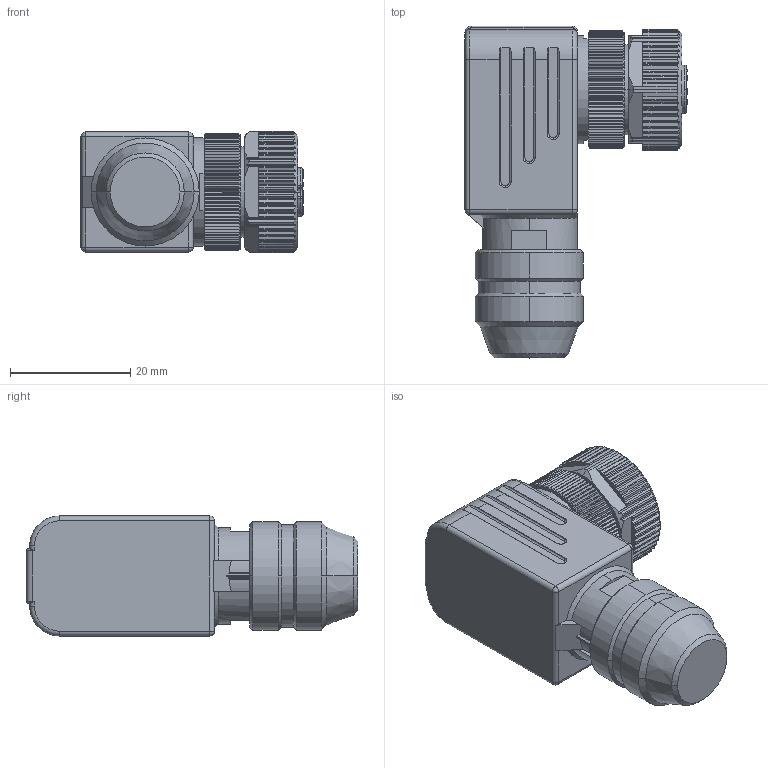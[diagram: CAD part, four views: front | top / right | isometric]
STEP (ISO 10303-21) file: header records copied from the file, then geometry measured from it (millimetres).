
FILE_DESCRIPTION(('SolidDesigner STEP Export'),'2;1');
FILE_NAME('1404413.stp','2012-09-27T12:03:17',(''),(''),'CoCreate Modeling STEP processor for AP214 (Solid Model)','CoCreate Modeling 16.00E 25-Sep-2009 (C) Parametric Technology GmbH','');
FILE_SCHEMA(('AUTOMOTIVE_DESIGN { 1 0 10303 214 1 1 1 1 }'));
Products named in the file (2): 1404413
Assembly tree (1 placements, depth 2):
  1404413
    1404413
Bounding box: 37 x 55.3 x 20.2 mm (x, y, z)
Volume: 20991.4 mm3; surface area: 6673.9 mm2
Topology: 1 solids, 1 shells, 1568 faces, 4141 edges, 2608 vertices
Faces by surface type: plane 994, cylinder 296, cone 242, torus 22, sphere 8, bspline 6
Entity records: 61437 total; most frequent: CARTESIAN_POINT 20522, ORIENTED_EDGE 8270, DIRECTION 6031, EDGE_CURVE 4135, VECTOR 2657, LINE 2657, VERTEX_POINT 2608, AXIS2_PLACEMENT_3D 1687
